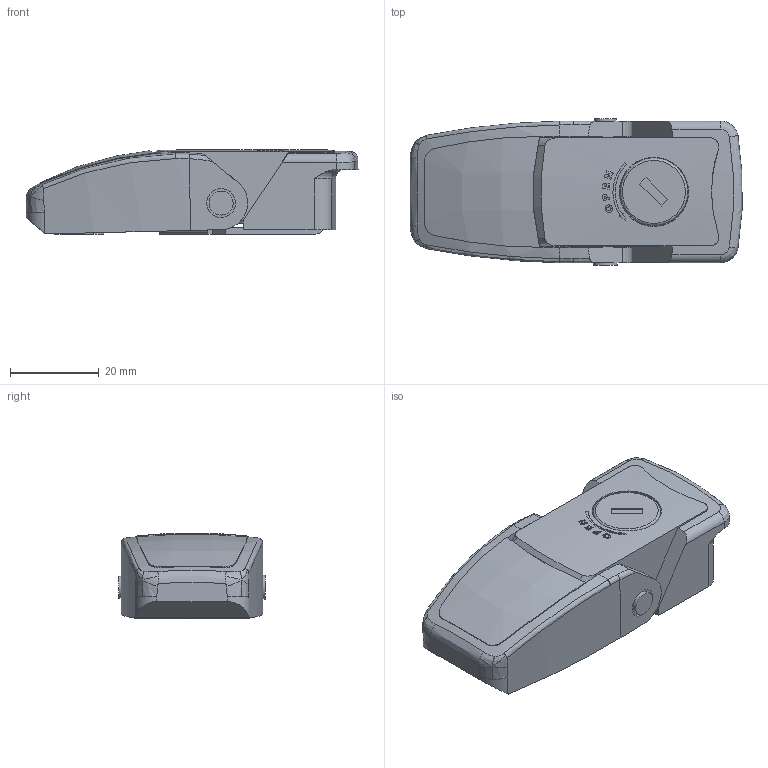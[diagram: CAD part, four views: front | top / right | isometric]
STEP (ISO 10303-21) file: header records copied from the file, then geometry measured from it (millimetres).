
FILE_DESCRIPTION(/* description */ (''),/* implementation_level */ '2;1');
FILE_NAME(/* name */ 'C-C2-K.stp',/* time_stamp */ '2023-07-11T09:41:09+09:00',/* author */ ('user'),/* organization */ (''),/* preprocessor_version */ 'ST-DEVELOPER v15.6',/* originating_system */ 'Autodesk Inventor 2015',/* authorisation */ '');
FILE_SCHEMA (('AUTOMOTIVE_DESIGN { 1 0 10303 214 3 1 1 }'));
Length unit declared in the file: millimetre
Products named in the file (9): 고정판; 핀_몸통+걸림쇠; 핀_몸통+고정판; 걸림쇠2; 캐치; 손잡이4 - 수정본; 키코어_160321+로고; 키코어날개; C-C2-K
Bounding box: 74.93 x 33 x 19 mm (x, y, z)
Volume: 19481.1 mm3; surface area: 19377 mm2
Topology: 8 solids, 8 shells, 418 faces, 1094 edges, 702 vertices
Faces by surface type: plane 209, cylinder 130, bspline 57, cone 9, torus 7, sphere 6
Full cylindrical faces by diameter (mm): 2.459 x2, 2.5 x1, 2.7 x1, 3 x4, 3.1 x6, 3.2 x2, 3.3 x2, 3.6 x4, 5 x2, 5.4 x2, 6.5 x4, 12.3 x1, 15.2 x1, 15.6 x1
Entity records: 15336 total; most frequent: CARTESIAN_POINT 5155, ORIENTED_EDGE 2072, DIRECTION 2001, EDGE_CURVE 1036, AXIS2_PLACEMENT_3D 737, VERTEX_POINT 689, LINE 527, VECTOR 527
